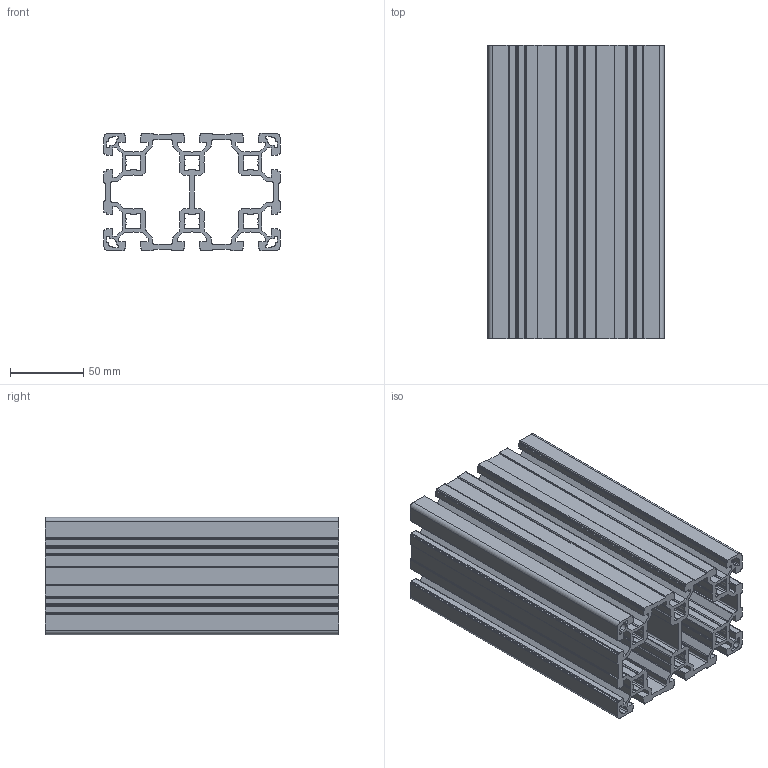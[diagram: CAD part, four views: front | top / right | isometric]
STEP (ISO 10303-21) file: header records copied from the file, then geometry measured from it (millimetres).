
FILE_DESCRIPTION(/* description */ ('Aluminiumprofil 80x120L'),/* implementation_level */ '2;1');
FILE_NAME(/* name */ '411993201 Aluminiumprofil 80x120L.stp',/* time_stamp */ '2019-07-09T10:48:15+02:00',/* author */ ('wheldmann'),/* organization */ (''),/* preprocessor_version */ 'ST-DEVELOPER v17.2',/* originating_system */ 'Autodesk Inventor 2019',/* authorisation */ ' ');
FILE_SCHEMA (('AUTOMOTIVE_DESIGN { 1 0 10303 214 3 1 1 }'));
Length unit declared in the file: millimetre
Products named in the file (1): 411993201
Bounding box: 120 x 200 x 80 mm (x, y, z)
Volume: 527885 mm3; surface area: 329831.5 mm2
Topology: 1 solids, 1 shells, 802 faces, 2400 edges, 1600 vertices
Faces by surface type: plane 420, cylinder 382
Entity records: 27277 total; most frequent: CARTESIAN_POINT 4803, ORIENTED_EDGE 4800, DIRECTION 4770, EDGE_CURVE 2400, LINE 1636, VECTOR 1636, VERTEX_POINT 1600, AXIS2_PLACEMENT_3D 1567
